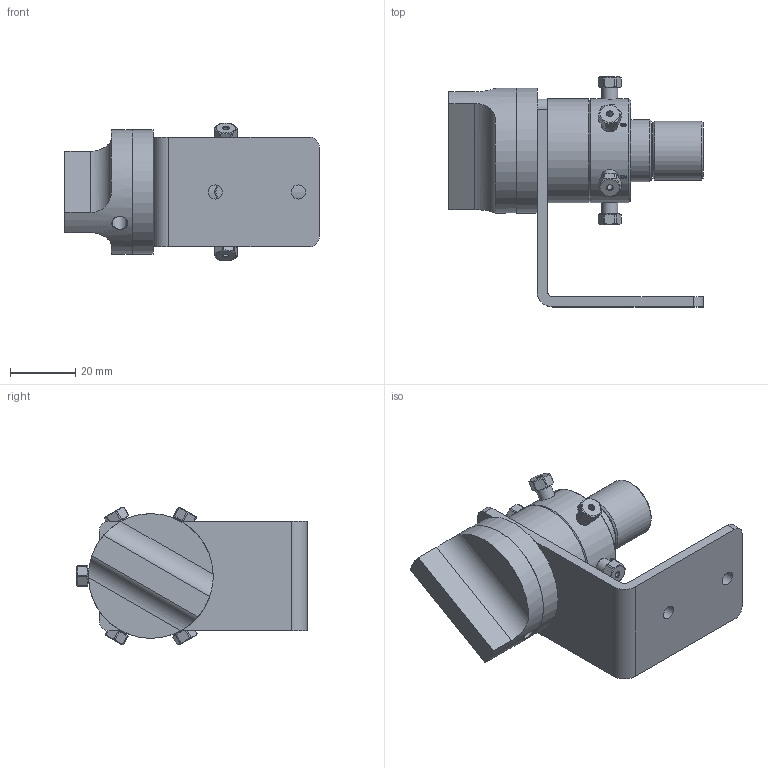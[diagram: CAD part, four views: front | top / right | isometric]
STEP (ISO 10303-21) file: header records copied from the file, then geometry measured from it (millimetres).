
FILE_DESCRIPTION((''),'2;1');
FILE_NAME('312343-C6WE 6 port 2-pos valve manual version.stp','2013-08-12T07:47:07',('Franzp'),(''),'Autodesk Inventor 2013','Autodesk Inventor 2013','');
FILE_SCHEMA(('AUTOMOTIVE_DESIGN { 1 0 10303 214 1 1 1 1 }'));
Length unit declared in the file: millimetre
Products named in the file (1): 312343_Shrinkwrap_1
Bounding box: 77.77 x 70.32 x 42.09 mm (x, y, z)
Surface area: 22195.5 mm2 (no closed solid volume)
Topology: 0 solids, 18 shells, 178 faces, 583 edges, 428 vertices
Faces by surface type: plane 77, cylinder 68, cone 33
Full cylindrical faces by diameter (mm): 1.727 x6, 3.302 x2, 4.32 x2, 4.5 x1, 4.826 x6, 14.4 x1, 18 x1, 19.05 x1, 31.75 x2, 38.1 x2
Entity records: 6863 total; most frequent: CARTESIAN_POINT 1945, DIRECTION 940, ORIENTED_EDGE 839, EDGE_CURVE 497, AXIS2_PLACEMENT_3D 403, VERTEX_POINT 401, EDGE_LOOP 300, CIRCLE 214
